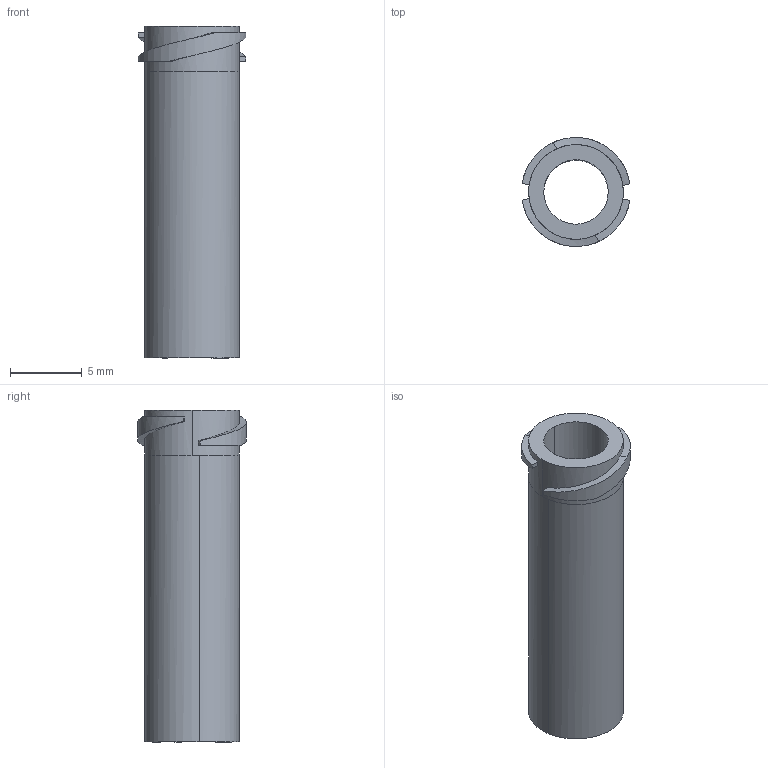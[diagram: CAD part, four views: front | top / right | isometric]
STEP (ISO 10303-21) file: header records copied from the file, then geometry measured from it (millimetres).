
FILE_DESCRIPTION(/* description */ (''),/* implementation_level */ '2;1');
FILE_NAME(/* name */ 'Nozzle_thread',/* time_stamp */ '2024-11-01T16:37:08+03:00',/* author */ (''),/* organization */ (''),/* preprocessor_version */ 'ST-DEVELOPER v16.5',/* originating_system */ 'Rhino 7.23',/* authorisation */ '');
FILE_SCHEMA (('CONFIG_CONTROL_DESIGN'));
Length unit declared in the file: millimetre
Products named in the file (1): Document
Bounding box: 7.51 x 7.59 x 23.14 mm (x, y, z)
Volume: 434.6 mm3; surface area: 866.4 mm2
Topology: 1 solids, 1 shells, 22 faces, 54 edges, 36 vertices
Faces by surface type: plane 10, bspline 6, cylinder 6
Entity records: 1151 total; most frequent: CARTESIAN_POINT 702, ORIENTED_EDGE 108, EDGE_CURVE 54, VERTEX_POINT 36, B_SPLINE_CURVE_WITH_KNOTS 31, EDGE_LOOP 26, ADVANCED_FACE 22, FACE_OUTER_BOUND 22
